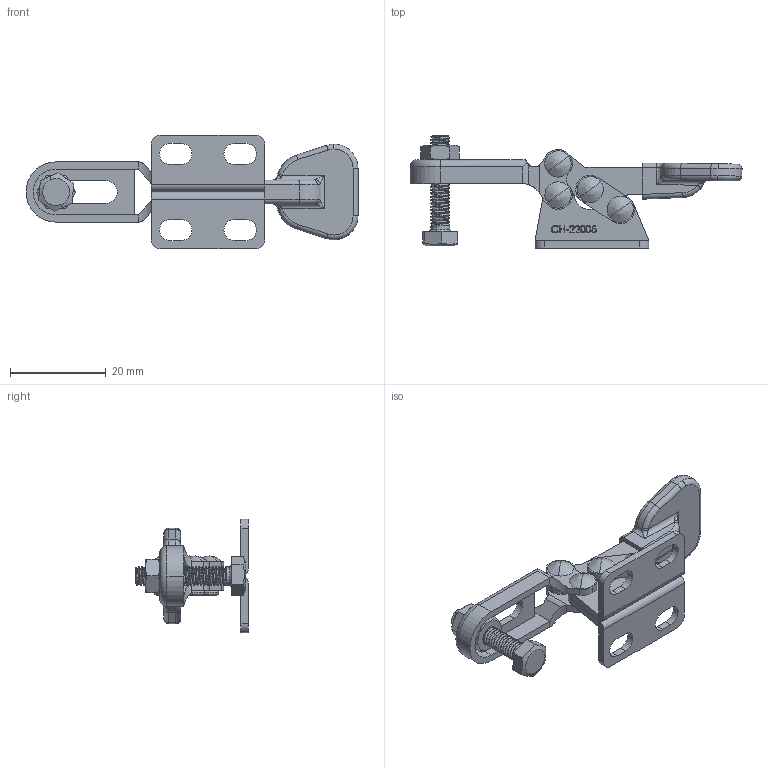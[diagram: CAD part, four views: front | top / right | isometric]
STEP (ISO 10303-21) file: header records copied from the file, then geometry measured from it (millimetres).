
FILE_DESCRIPTION (( 'STEP AP203' ), '1' );
FILE_NAME ('CH-22005.STEP', '2012-09-28T03:21:25', ( '微软用户' ), ( '微软中国' ), 'SwSTEP 2.0', 'SolidWorks 2010', '' );
FILE_SCHEMA (( 'CONFIG_CONTROL_DESIGN' ));
Products named in the file (8): CH-22005-05; CH-22005-04 CONNECTING-PLATE; CH-22005; CH-22005-01 FLANGED BASE; CH-22005-03 HANDLE; CH-22005-02 HIGH BAR; CH-SA-08034 SPINDLE SUPPLIED; CH-SA-08034 Nut
Assembly tree (12 placements, depth 2):
  CH-22005
    CH-22005-05  x4
    CH-22005-03 HANDLE
    CH-SA-08034 Nut  x2
    CH-22005-04 CONNECTING-PLATE  x2
    CH-22005-01 FLANGED BASE
    CH-22005-02 HIGH BAR
    CH-SA-08034 SPINDLE SUPPLIED
Bounding box: 69.41 x 23.49 x 23.8 mm (x, y, z)
Volume: 4516.3 mm3; surface area: 6662.5 mm2
Topology: 13 solids, 14 shells, 733 faces, 1955 edges, 1261 vertices
Faces by surface type: plane 256, cylinder 204, bspline 201, torus 41, cone 31
Entity records: 39816 total; most frequent: CARTESIAN_POINT 24061, ORIENTED_EDGE 3500, DIRECTION 2400, EDGE_CURVE 1750, VERTEX_POINT 1147, VECTOR 914, LINE 914, AXIS2_PLACEMENT_3D 743
